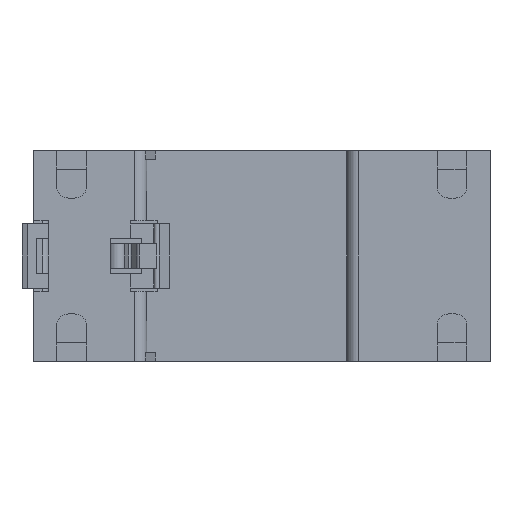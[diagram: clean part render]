
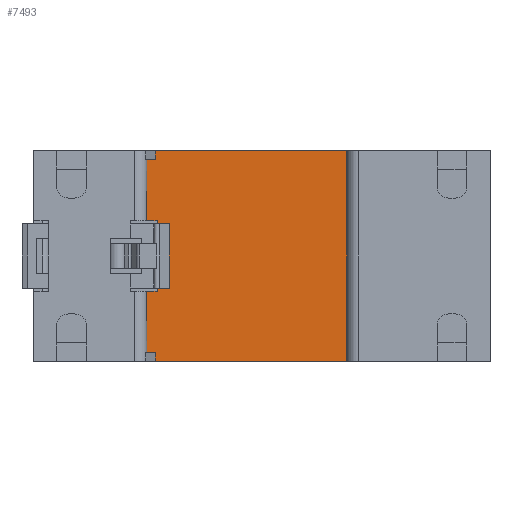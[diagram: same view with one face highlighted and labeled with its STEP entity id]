
A CAD part, front view. The second image highlights one B-rep face of the part: STEP entity #7493.
In plain terms, the highlighted planar face has unit normal (0, -1, 0).
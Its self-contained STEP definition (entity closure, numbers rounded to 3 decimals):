
#489=DIRECTION('',(1.,0.,0.));
#490=VECTOR('',#489,1.8);
#491=CARTESIAN_POINT('',(-19.7,0.,24.));
#492=LINE('',#491,#490);
#1501=DIRECTION('',(0.,0.,1.));
#1502=VECTOR('',#1501,36.);
#1503=CARTESIAN_POINT('',(17.3,0.,0.));
#1504=LINE('',#1503,#1502);
#1513=DIRECTION('',(0.,0.,1.));
#1514=VECTOR('',#1513,12.);
#1515=CARTESIAN_POINT('',(-17.9,0.,12.));
#1516=LINE('',#1515,#1514);
#1517=DIRECTION('',(1.,0.,0.));
#1518=VECTOR('',#1517,1.5);
#1519=CARTESIAN_POINT('',(-19.7,0.,34.5));
#1520=LINE('',#1519,#1518);
#1521=DIRECTION('',(0.,0.,1.));
#1522=VECTOR('',#1521,1.5);
#1523=CARTESIAN_POINT('',(-18.2,0.,34.5));
#1524=LINE('',#1523,#1522);
#1525=DIRECTION('',(1.,0.,0.));
#1526=VECTOR('',#1525,35.5);
#1527=CARTESIAN_POINT('',(-18.2,0.,36.));
#1528=LINE('',#1527,#1526);
#1529=DIRECTION('',(-1.,0.,0.));
#1530=VECTOR('',#1529,35.5);
#1531=CARTESIAN_POINT('',(17.3,0.,0.));
#1532=LINE('',#1531,#1530);
#1533=DIRECTION('',(1.,0.,0.));
#1534=VECTOR('',#1533,1.8);
#1535=CARTESIAN_POINT('',(-19.7,0.,12.));
#1536=LINE('',#1535,#1534);
#1638=DIRECTION('',(0.,0.,-1.));
#1639=VECTOR('',#1638,10.5);
#1640=CARTESIAN_POINT('',(-19.7,0.,12.));
#1641=LINE('',#1640,#1639);
#1647=DIRECTION('',(1.,0.,0.));
#1648=VECTOR('',#1647,1.5);
#1649=CARTESIAN_POINT('',(-19.7,0.,1.5));
#1650=LINE('',#1649,#1648);
#1659=DIRECTION('',(0.,0.,-1.));
#1660=VECTOR('',#1659,1.5);
#1661=CARTESIAN_POINT('',(-18.2,0.,1.5));
#1662=LINE('',#1661,#1660);
#3026=DIRECTION('',(0.,0.,-1.));
#3027=VECTOR('',#3026,10.5);
#3028=CARTESIAN_POINT('',(-19.7,0.,34.5));
#3029=LINE('',#3028,#3027);
#4268=CARTESIAN_POINT('',(-18.2,0.,0.));
#4269=VERTEX_POINT('',#4268);
#4270=CARTESIAN_POINT('',(17.3,0.,0.));
#4271=VERTEX_POINT('',#4270);
#4475=CARTESIAN_POINT('',(-17.9,0.,12.));
#4476=VERTEX_POINT('',#4475);
#4495=CARTESIAN_POINT('',(-19.7,0.,1.5));
#4496=CARTESIAN_POINT('',(-18.2,0.,1.5));
#4497=VERTEX_POINT('',#4495);
#4498=VERTEX_POINT('',#4496);
#4499=CARTESIAN_POINT('',(-19.7,0.,12.));
#4500=VERTEX_POINT('',#4499);
#4661=CARTESIAN_POINT('',(17.3,0.,36.));
#4662=VERTEX_POINT('',#4661);
#4663=CARTESIAN_POINT('',(-18.2,0.,36.));
#4664=VERTEX_POINT('',#4663);
#4699=CARTESIAN_POINT('',(-18.2,0.,34.5));
#4700=VERTEX_POINT('',#4699);
#4701=CARTESIAN_POINT('',(-19.7,0.,24.));
#4702=CARTESIAN_POINT('',(-17.9,0.,24.));
#4703=VERTEX_POINT('',#4701);
#4704=VERTEX_POINT('',#4702);
#4705=CARTESIAN_POINT('',(-19.7,0.,34.5));
#4706=VERTEX_POINT('',#4705);
#7466=CARTESIAN_POINT('',(-1.2,0.,9.));
#7467=DIRECTION('',(0.,1.,0.));
#7468=DIRECTION('',(1.,0.,0.));
#7469=AXIS2_PLACEMENT_3D('',#7466,#7467,#7468);
#7470=PLANE('',#7469);
#7472=ORIENTED_EDGE('',*,*,#7471,.T.);
#7473=ORIENTED_EDGE('',*,*,#6070,.F.);
#7475=ORIENTED_EDGE('',*,*,#7474,.F.);
#7477=ORIENTED_EDGE('',*,*,#7476,.T.);
#7479=ORIENTED_EDGE('',*,*,#7478,.T.);
#7480=ORIENTED_EDGE('',*,*,#6866,.T.);
#7481=ORIENTED_EDGE('',*,*,#7458,.F.);
#7482=ORIENTED_EDGE('',*,*,#6538,.T.);
#7484=ORIENTED_EDGE('',*,*,#7483,.F.);
#7486=ORIENTED_EDGE('',*,*,#7485,.F.);
#7488=ORIENTED_EDGE('',*,*,#7487,.F.);
#7490=ORIENTED_EDGE('',*,*,#7489,.T.);
#7491=EDGE_LOOP('',(#7472,#7473,#7475,#7477,#7479,#7480,#7481,#7482,#7484,#7486,
#7488,#7490));
#7492=FACE_OUTER_BOUND('',#7491,.F.);
#6070=EDGE_CURVE('',#4703,#4704,#492,.T.);
#6538=EDGE_CURVE('',#4271,#4269,#1532,.T.);
#6866=EDGE_CURVE('',#4664,#4662,#1528,.T.);
#7458=EDGE_CURVE('',#4271,#4662,#1504,.T.);
#7471=EDGE_CURVE('',#4476,#4704,#1516,.T.);
#7474=EDGE_CURVE('',#4706,#4703,#3029,.T.);
#7476=EDGE_CURVE('',#4706,#4700,#1520,.T.);
#7478=EDGE_CURVE('',#4700,#4664,#1524,.T.);
#7483=EDGE_CURVE('',#4498,#4269,#1662,.T.);
#7485=EDGE_CURVE('',#4497,#4498,#1650,.T.);
#7487=EDGE_CURVE('',#4500,#4497,#1641,.T.);
#7489=EDGE_CURVE('',#4500,#4476,#1536,.T.);
#7493=ADVANCED_FACE('',(#7492),#7470,.F.);
